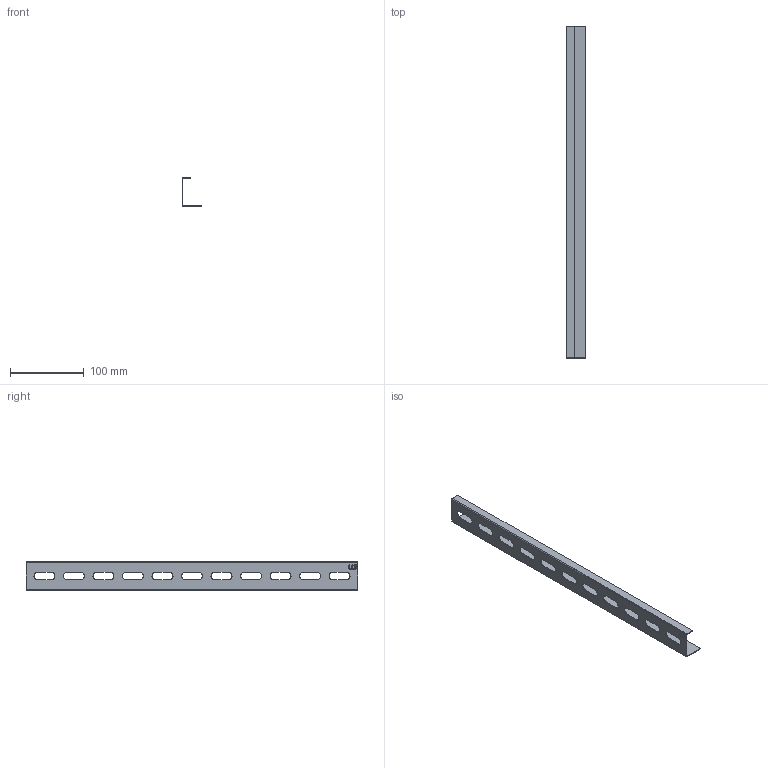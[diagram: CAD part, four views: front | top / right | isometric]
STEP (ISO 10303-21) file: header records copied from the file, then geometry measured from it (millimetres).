
FILE_DESCRIPTION((''),'2;1');
FILE_NAME('ASM0012_ASM','2021-03-09T',('marketing.praksa'),('Audax d.o.o.'),'CREO PARAMETRIC BY PTC INC, 2017480','CREO PARAMETRIC BY PTC INC, 2017480','');
FILE_SCHEMA(('AUTOMOTIVE_DESIGN { 1 0 10303 214 1 1 1 1 }'));
Length unit declared in the file: millimetre
Products named in the file (5): PRT0054_1; ETI_LOGO_1_1_1_1_1_1_1; ETI_LOGO_2_1_1_1_1_1_1; ETI_LOGO_3_1_1_1_1_1_1; ASM0012_ASM
Assembly tree (4 placements, depth 2):
  ASM0012_ASM
    PRT0054_1
    ETI_LOGO_1_1_1_1_1_1_1
    ETI_LOGO_2_1_1_1_1_1_1
    ETI_LOGO_3_1_1_1_1_1_1
Bounding box: 27 x 450 x 38 mm (x, y, z)
Volume: 30722.8 mm3; surface area: 62568.6 mm2
Topology: 4 solids, 4 shells, 164 faces, 518 edges, 365 vertices
Faces by surface type: plane 90, cylinder 74
Entity records: 8602 total; most frequent: CARTESIAN_POINT 1084, DIRECTION 1066, ORIENTED_EDGE 1036, PRESENTATION_STYLE_ASSIGNMENT 631, STYLED_ITEM 631, CURVE_STYLE 518, EDGE_CURVE 518, AXIS2_PLACEMENT_3D 378
